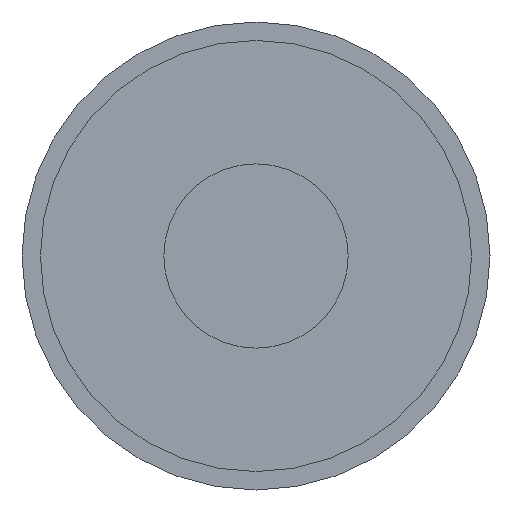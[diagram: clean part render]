
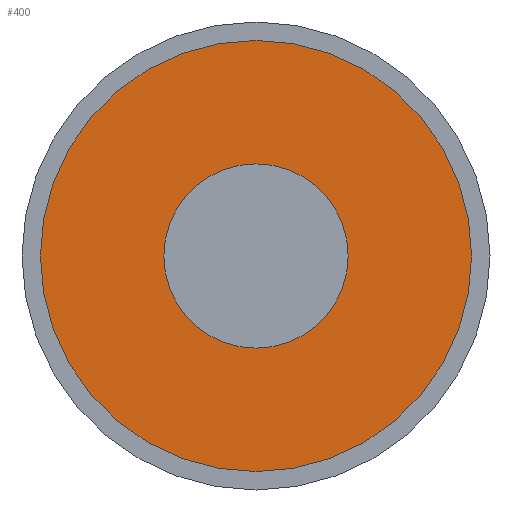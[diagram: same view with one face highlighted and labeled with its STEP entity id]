
A CAD part, left-side view. The second image highlights one B-rep face of the part: STEP entity #400.
In plain terms, the highlighted planar face has unit normal (-1, 0, 0).
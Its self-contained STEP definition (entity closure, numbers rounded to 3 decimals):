
#2 = DIRECTION ( 'NONE',  ( 1., 0., 0. ) ) ;
#25 = AXIS2_PLACEMENT_3D ( 'NONE', #569, #43, #248 ) ;
#43 = DIRECTION ( 'NONE',  ( 1., 0., 0. ) ) ;
#58 = CARTESIAN_POINT ( 'NONE',  ( -2.95, 0., 0. ) ) ;
#94 = CARTESIAN_POINT ( 'NONE',  ( -2.95, 11.7, 0. ) ) ;
#99 = DIRECTION ( 'NONE',  ( -1., 0., 0. ) ) ;
#122 = VERTEX_POINT ( 'NONE', #346 ) ;
#156 = ORIENTED_EDGE ( 'NONE', *, *, #667, .T. ) ;
#188 = ORIENTED_EDGE ( 'NONE', *, *, #605, .F. ) ;
#197 = AXIS2_PLACEMENT_3D ( 'NONE', #58, #420, #629 ) ;
#207 = CARTESIAN_POINT ( 'NONE',  ( -2.95, -5., 0. ) ) ;
#215 = CARTESIAN_POINT ( 'NONE',  ( -2.95, 0., 0. ) ) ;
#248 = DIRECTION ( 'NONE',  ( 0., 0., -1. ) ) ;
#255 = PLANE ( 'NONE',  #402 ) ;
#256 = CARTESIAN_POINT ( 'NONE',  ( -2.95, 11.7, 0. ) ) ;
#259 = EDGE_CURVE ( 'NONE', #479, #122, #351, .T. ) ;
#280 = CIRCLE ( 'NONE', #25, 11.7 ) ;
#304 = CARTESIAN_POINT ( 'NONE',  ( -2.95, -11.7, 0. ) ) ;
#316 = AXIS2_PLACEMENT_3D ( 'NONE', #215, #2, #519 ) ;
#346 = CARTESIAN_POINT ( 'NONE',  ( -2.95, 5., 0. ) ) ;
#351 = CIRCLE ( 'NONE', #316, 5. ) ;
#362 = DIRECTION ( 'NONE',  ( 0., 0., -1. ) ) ;
#371 = EDGE_LOOP ( 'NONE', ( #156, #645 ) ) ;
#383 = ORIENTED_EDGE ( 'NONE', *, *, #503, .F. ) ;
#395 = FACE_OUTER_BOUND ( 'NONE', #599, .T. ) ;
#400 = ADVANCED_FACE ( 'NONE', ( #505, #395 ), #255, .T. ) ;
#402 = AXIS2_PLACEMENT_3D ( 'NONE', #94, #99, #609 ) ;
#420 = DIRECTION ( 'NONE',  ( 1., 0., 0. ) ) ;
#427 = AXIS2_PLACEMENT_3D ( 'NONE', #510, #471, #362 ) ;
#471 = DIRECTION ( 'NONE',  ( 1., 0., 0. ) ) ;
#479 = VERTEX_POINT ( 'NONE', #207 ) ;
#495 = VERTEX_POINT ( 'NONE', #304 ) ;
#503 = EDGE_CURVE ( 'NONE', #542, #495, #639, .T. ) ;
#505 = FACE_BOUND ( 'NONE', #371, .T. ) ;
#510 = CARTESIAN_POINT ( 'NONE',  ( -2.95, 0., 0. ) ) ;
#519 = DIRECTION ( 'NONE',  ( 0., 0., -1. ) ) ;
#536 = CIRCLE ( 'NONE', #427, 5. ) ;
#542 = VERTEX_POINT ( 'NONE', #256 ) ;
#569 = CARTESIAN_POINT ( 'NONE',  ( -2.95, 0., 0. ) ) ;
#599 = EDGE_LOOP ( 'NONE', ( #383, #188 ) ) ;
#605 = EDGE_CURVE ( 'NONE', #495, #542, #280, .T. ) ;
#609 = DIRECTION ( 'NONE',  ( 0., 0., 1. ) ) ;
#629 = DIRECTION ( 'NONE',  ( 0., 0., -1. ) ) ;
#639 = CIRCLE ( 'NONE', #197, 11.7 ) ;
#645 = ORIENTED_EDGE ( 'NONE', *, *, #259, .T. ) ;
#667 = EDGE_CURVE ( 'NONE', #122, #479, #536, .T. ) ;
